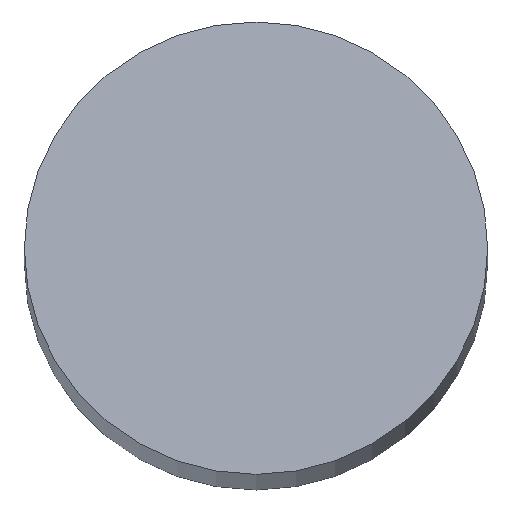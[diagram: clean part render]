
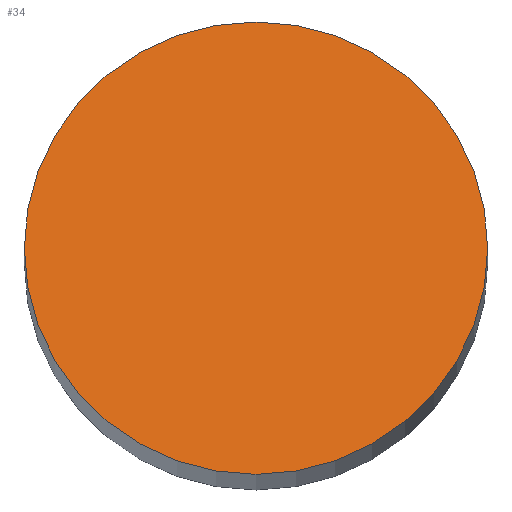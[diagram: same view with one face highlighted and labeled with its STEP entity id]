
A CAD part, left-side view. The second image highlights one B-rep face of the part: STEP entity #34.
In plain terms, the highlighted planar face has unit normal (-0.976, 0, 0.217).
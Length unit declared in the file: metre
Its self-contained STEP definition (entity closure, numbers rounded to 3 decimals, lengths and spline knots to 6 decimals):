
#12=PLANE('',#52);
#16=ORIENTED_EDGE('',*,*,#18,.T.);
#18=EDGE_CURVE('',#20,#20,#22,.F.);
#20=VERTEX_POINT('',#69);
#22=CIRCLE('',#50,0.010224);
#26=EDGE_LOOP('',(#16));
#30=FACE_BOUND('',#26,.T.);
#34=ADVANCED_FACE('',(#30),#12,.F.);
#50=AXIS2_PLACEMENT_3D('',#68,#58,#59);
#52=AXIS2_PLACEMENT_3D('',#72,#62,#63);
#58=DIRECTION('',(0.976,0.,-0.217));
#59=DIRECTION('',(-0.217,0.,-0.976));
#62=DIRECTION('',(0.976,0.,-0.217));
#63=DIRECTION('',(0.,1.,0.));
#68=CARTESIAN_POINT('',(-0.214863,0.,0.520915));
#69=CARTESIAN_POINT('',(-0.217085,0.,0.510936));
#72=CARTESIAN_POINT('',(-0.214863,0.,0.520915));
